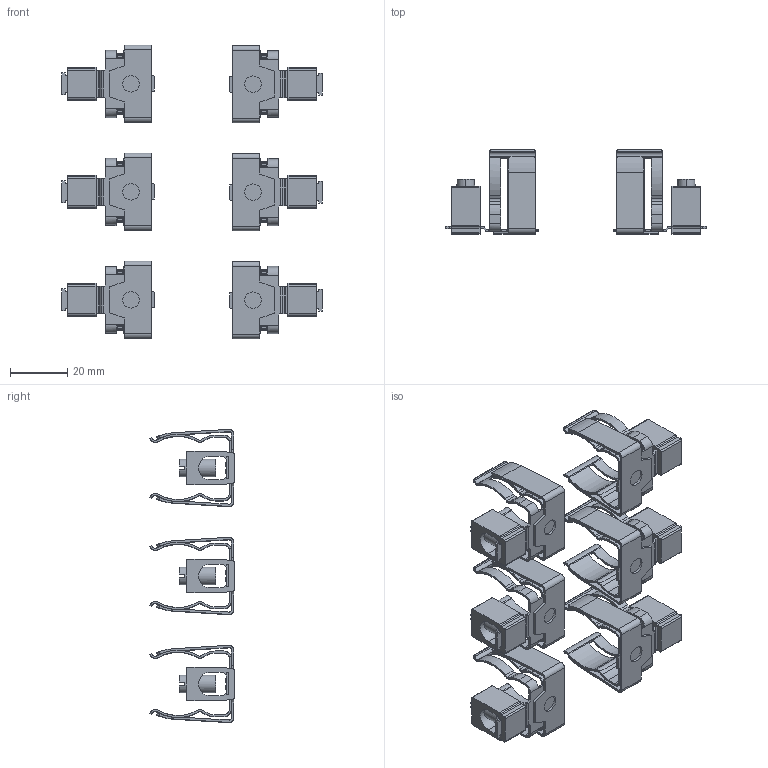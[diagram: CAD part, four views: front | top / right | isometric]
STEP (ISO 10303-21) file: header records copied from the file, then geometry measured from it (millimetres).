
FILE_DESCRIPTION (( 'STEP AP214' ), '1' );
FILE_NAME ('JM60060-3CR.step', '2016-05-31T18:48:02', ( '' ), ( '' ), 'SwSTEP 2.0', 'SolidWorks 2016', '' );
FILE_SCHEMA (( 'AUTOMOTIVE_DESIGN' ));
Length unit declared in the file: inch
Products named in the file (2): JM60060-1CR; JM60060-3CR
Assembly tree (3 placements, depth 2):
  JM60060-3CR
    JM60060-1CR  x3
Bounding box: 90.86 x 29.42 x 102.35 mm (x, y, z)
Volume: 17430 mm3; surface area: 35419.2 mm2
Topology: 24 solids, 24 shells, 1152 faces, 3312 edges, 2208 vertices
Faces by surface type: plane 630, cylinder 522
Entity records: 141982 total; most frequent: CARTESIAN_POINT 44626, ORIENTED_EDGE 14024, DIRECTION 10375, EDGE_CURVE 7012, VERTEX_POINT 4157, AXIS2_PLACEMENT_3D 3691, LINE 2993, VECTOR 2993
